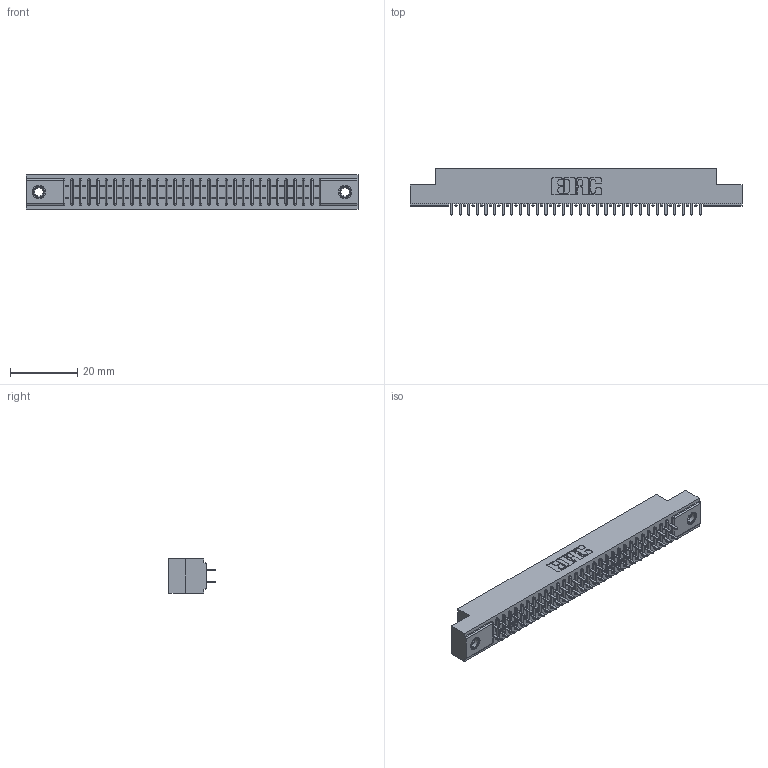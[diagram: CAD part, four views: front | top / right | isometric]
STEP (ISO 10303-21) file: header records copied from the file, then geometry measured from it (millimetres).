
FILE_DESCRIPTION (( 'STEP AP203' ), '1' );
FILE_NAME ('391-060-524-207.STEP', '2018-08-09T12:42:36', ( '' ), ( '' ), 'SwSTEP 2.0', 'SolidWorks 2016', '' );
FILE_SCHEMA (( 'CONFIG_CONTROL_DESIGN' ));
Length unit declared in the file: inch
Products named in the file (4): 341 Part_.156 (3.96) Dia Mounting Holes; 341-292-001_341-292-124; 345-250-001_345-250-005-103; 391-060-524-207
Assembly tree (63 placements, depth 2):
  391-060-524-207
    341 Part_.156 (3.96) Dia Mounting Holes
    341-292-001_341-292-124  x60
    345-250-001_345-250-005-103  x2
Bounding box: 98.42 x 13.64 x 10.16 mm (x, y, z)
Volume: 7238.4 mm3; surface area: 12389.8 mm2
Topology: 63 solids, 63 shells, 4136 faces, 11942 edges, 7730 vertices
Faces by surface type: plane 2500, cylinder 1500, sphere 62, torus 62, cone 12
Entity records: 39090 total; most frequent: CARTESIAN_POINT 6481, ORIENTED_EDGE 6432, DIRECTION 6308, EDGE_CURVE 3216, LINE 2582, VECTOR 2582, VERTEX_POINT 2036, AXIS2_PLACEMENT_3D 1863
